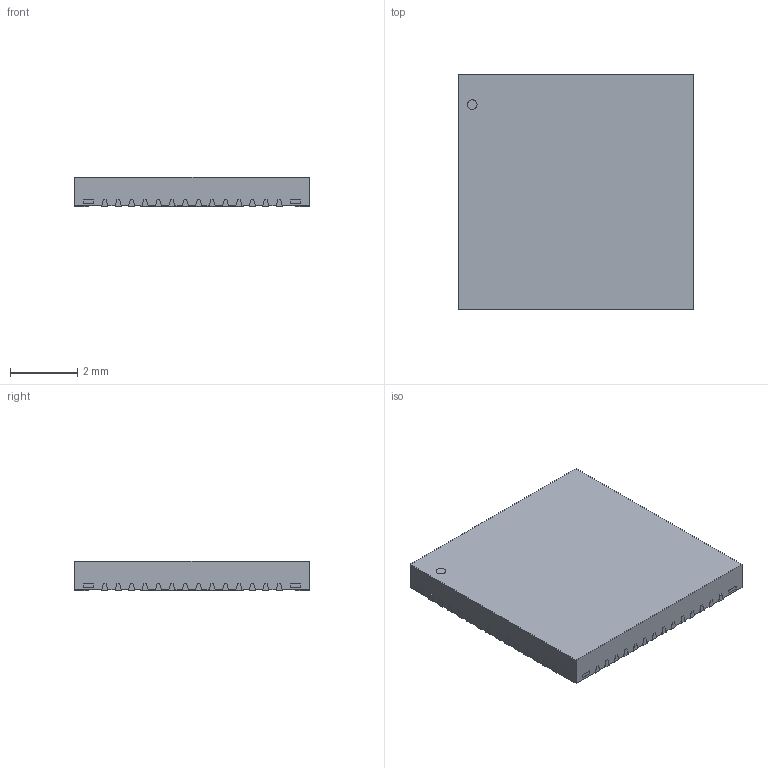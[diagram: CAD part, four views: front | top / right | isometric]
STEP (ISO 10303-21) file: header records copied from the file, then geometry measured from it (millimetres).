
FILE_DESCRIPTION (( 'STEP AP214' ), '1' );
FILE_NAME ('LQFN-56_L7.0-W7.0-P0.4-EP.STEP', '2021-09-04T11:19:06', ( '' ), ( '' ), 'SwSTEP 2.0', 'SolidWorks 2018', '' );
FILE_SCHEMA (( 'AUTOMOTIVE_DESIGN' ));
Length unit declared in the file: millimetre
Products named in the file (1): LQFN-56_L7.0-W7.0-P0.4-EP
Bounding box: 7.02 x 7.02 x 0.87 mm (x, y, z)
Volume: 41.9 mm3; surface area: 123.7 mm2
Topology: 1 solids, 1 shells, 564 faces, 1635 edges, 1090 vertices
Faces by surface type: plane 490, cylinder 60, bspline 14
Entity records: 25237 total; most frequent: CARTESIAN_POINT 4088, ORIENTED_EDGE 3270, DIRECTION 2829, EDGE_CURVE 1635, VECTOR 1487, LINE 1487, VERTEX_POINT 1090, AXIS2_PLACEMENT_3D 671
